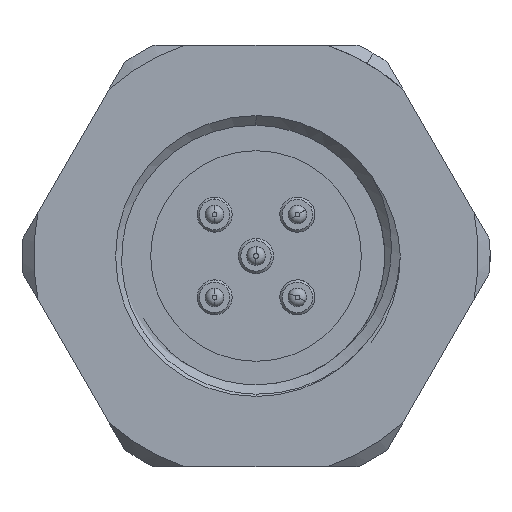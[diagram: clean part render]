
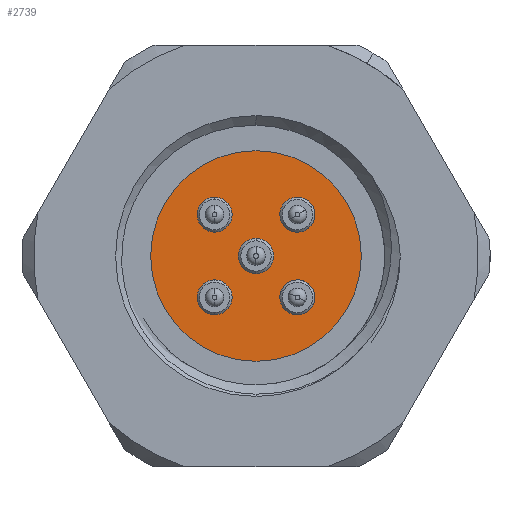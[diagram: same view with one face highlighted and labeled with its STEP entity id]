
A CAD part, left-side view. The second image highlights one B-rep face of the part: STEP entity #2739.
In plain terms, the highlighted face is planar.
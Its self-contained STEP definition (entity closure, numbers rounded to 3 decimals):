
#115 = DIRECTION ( 'NONE',  ( 1., 0., 0. ) ) ;
#134 = VERTEX_POINT ( 'NONE', #4528 ) ;
#215 = CARTESIAN_POINT ( 'NONE',  ( 9.5, 0., 4.5 ) ) ;
#217 = EDGE_CURVE ( 'NONE', #19773, #134, #6519, .T. ) ;
#229 = CIRCLE ( 'NONE', #19295, 4.5 ) ;
#1073 = DIRECTION ( 'NONE',  ( -1., 0., 0. ) ) ;
#1288 = EDGE_CURVE ( 'NONE', #11577, #10135, #10055, .T. ) ;
#1756 = DIRECTION ( 'NONE',  ( -1., 0., 0. ) ) ;
#1808 = AXIS2_PLACEMENT_3D ( 'NONE', #15805, #12263, #7398 ) ;
#1908 = ORIENTED_EDGE ( 'NONE', *, *, #217, .F. ) ;
#1975 = DIRECTION ( 'NONE',  ( 1., 0., 0. ) ) ;
#2073 = CARTESIAN_POINT ( 'NONE',  ( 9.5, 0., -0.75 ) ) ;
#2327 = AXIS2_PLACEMENT_3D ( 'NONE', #7486, #20963, #5920 ) ;
#2488 = EDGE_CURVE ( 'NONE', #11482, #12779, #12187, .T. ) ;
#2739 = ADVANCED_FACE ( 'NONE', ( #4544, #14841, #16171, #11528, #6210, #18038 ), #14499, .F. ) ;
#3087 = CARTESIAN_POINT ( 'NONE',  ( 9.5, 0., 0. ) ) ;
#3117 = DIRECTION ( 'NONE',  ( -1., 0., 0. ) ) ;
#3576 = DIRECTION ( 'NONE',  ( 0., 0., -1. ) ) ;
#3619 = CIRCLE ( 'NONE', #15967, 0.75 ) ;
#3718 = AXIS2_PLACEMENT_3D ( 'NONE', #15835, #9411, #7536 ) ;
#3971 = CIRCLE ( 'NONE', #17045, 0.75 ) ;
#4432 = DIRECTION ( 'NONE',  ( 1., 0., 0. ) ) ;
#4528 = CARTESIAN_POINT ( 'NONE',  ( 9.5, -1.768, 1.018 ) ) ;
#4539 = EDGE_LOOP ( 'NONE', ( #17584, #12720 ) ) ;
#4544 = FACE_BOUND ( 'NONE', #16475, .T. ) ;
#4820 = CARTESIAN_POINT ( 'NONE',  ( 9.5, 1.768, -2.518 ) ) ;
#5212 = DIRECTION ( 'NONE',  ( 0., 0., -1. ) ) ;
#5457 = CARTESIAN_POINT ( 'NONE',  ( 9.5, 1.768, 2.518 ) ) ;
#5482 = AXIS2_PLACEMENT_3D ( 'NONE', #19811, #3117, #21242 ) ;
#5891 = EDGE_CURVE ( 'NONE', #21807, #6317, #229, .T. ) ;
#5920 = DIRECTION ( 'NONE',  ( 0., 0., -1. ) ) ;
#6210 = FACE_BOUND ( 'NONE', #12722, .T. ) ;
#6317 = VERTEX_POINT ( 'NONE', #215 ) ;
#6464 = EDGE_CURVE ( 'NONE', #134, #19773, #9368, .T. ) ;
#6519 = CIRCLE ( 'NONE', #6534, 0.75 ) ;
#6534 = AXIS2_PLACEMENT_3D ( 'NONE', #10957, #17705, #16045 ) ;
#6592 = CARTESIAN_POINT ( 'NONE',  ( 9.5, 1.768, -1.768 ) ) ;
#6986 = DIRECTION ( 'NONE',  ( 0., 0., 1. ) ) ;
#6994 = EDGE_CURVE ( 'NONE', #21578, #12084, #20721, .T. ) ;
#7024 = DIRECTION ( 'NONE',  ( 1., 0., 0. ) ) ;
#7387 = ORIENTED_EDGE ( 'NONE', *, *, #1288, .F. ) ;
#7398 = DIRECTION ( 'NONE',  ( 0., 0., -1. ) ) ;
#7486 = CARTESIAN_POINT ( 'NONE',  ( 9.5, 0., 0. ) ) ;
#7536 = DIRECTION ( 'NONE',  ( 0., 0., -1. ) ) ;
#7586 = CARTESIAN_POINT ( 'NONE',  ( 9.5, 0., 0. ) ) ;
#7823 = CIRCLE ( 'NONE', #1808, 0.75 ) ;
#7871 = CIRCLE ( 'NONE', #12100, 4.5 ) ;
#8048 = EDGE_LOOP ( 'NONE', ( #18779, #16580 ) ) ;
#8186 = EDGE_CURVE ( 'NONE', #12084, #21578, #14311, .T. ) ;
#9037 = AXIS2_PLACEMENT_3D ( 'NONE', #21269, #17640, #9135 ) ;
#9135 = DIRECTION ( 'NONE',  ( 0., 0., -1. ) ) ;
#9234 = EDGE_LOOP ( 'NONE', ( #10647, #7387 ) ) ;
#9365 = EDGE_LOOP ( 'NONE', ( #16190, #1908 ) ) ;
#9368 = CIRCLE ( 'NONE', #3718, 0.75 ) ;
#9411 = DIRECTION ( 'NONE',  ( 1., 0., 0. ) ) ;
#9795 = EDGE_CURVE ( 'NONE', #10135, #11577, #7823, .T. ) ;
#9975 = DIRECTION ( 'NONE',  ( 0., 0., -1. ) ) ;
#10055 = CIRCLE ( 'NONE', #10414, 0.75 ) ;
#10135 = VERTEX_POINT ( 'NONE', #16332 ) ;
#10385 = CARTESIAN_POINT ( 'NONE',  ( 9.5, -1.768, -1.768 ) ) ;
#10414 = AXIS2_PLACEMENT_3D ( 'NONE', #10536, #7024, #3576 ) ;
#10475 = EDGE_CURVE ( 'NONE', #12779, #11482, #20875, .T. ) ;
#10536 = CARTESIAN_POINT ( 'NONE',  ( 9.5, 1.768, 1.768 ) ) ;
#10647 = ORIENTED_EDGE ( 'NONE', *, *, #9795, .F. ) ;
#10668 = ORIENTED_EDGE ( 'NONE', *, *, #8186, .F. ) ;
#10762 = CARTESIAN_POINT ( 'NONE',  ( 9.5, -1.768, -1.018 ) ) ;
#10957 = CARTESIAN_POINT ( 'NONE',  ( 9.5, -1.768, 1.768 ) ) ;
#11469 = CARTESIAN_POINT ( 'NONE',  ( 9.5, -1.768, -1.768 ) ) ;
#11482 = VERTEX_POINT ( 'NONE', #10762 ) ;
#11528 = FACE_BOUND ( 'NONE', #8048, .T. ) ;
#11577 = VERTEX_POINT ( 'NONE', #5457 ) ;
#12084 = VERTEX_POINT ( 'NONE', #2073 ) ;
#12100 = AXIS2_PLACEMENT_3D ( 'NONE', #3087, #1073, #12926 ) ;
#12187 = CIRCLE ( 'NONE', #12871, 0.75 ) ;
#12263 = DIRECTION ( 'NONE',  ( 1., 0., 0. ) ) ;
#12720 = ORIENTED_EDGE ( 'NONE', *, *, #5891, .F. ) ;
#12722 = EDGE_LOOP ( 'NONE', ( #16577, #16605 ) ) ;
#12779 = VERTEX_POINT ( 'NONE', #15736 ) ;
#12831 = CARTESIAN_POINT ( 'NONE',  ( 9.5, 1.768, -1.768 ) ) ;
#12871 = AXIS2_PLACEMENT_3D ( 'NONE', #10385, #1975, #13914 ) ;
#12917 = EDGE_CURVE ( 'NONE', #18310, #21810, #3971, .T. ) ;
#12926 = DIRECTION ( 'NONE',  ( 0., 0., 1. ) ) ;
#13321 = EDGE_CURVE ( 'NONE', #21810, #18310, #3619, .T. ) ;
#13826 = AXIS2_PLACEMENT_3D ( 'NONE', #11469, #16119, #21191 ) ;
#13842 = EDGE_CURVE ( 'NONE', #6317, #21807, #7871, .T. ) ;
#13914 = DIRECTION ( 'NONE',  ( 0., 0., -1. ) ) ;
#14311 = CIRCLE ( 'NONE', #9037, 0.75 ) ;
#14315 = CARTESIAN_POINT ( 'NONE',  ( 9.5, 1.768, -1.018 ) ) ;
#14423 = CARTESIAN_POINT ( 'NONE',  ( 9.5, 0., -4.5 ) ) ;
#14499 = PLANE ( 'NONE',  #5482 ) ;
#14623 = CARTESIAN_POINT ( 'NONE',  ( 9.5, -1.768, 2.518 ) ) ;
#14841 = FACE_BOUND ( 'NONE', #9234, .T. ) ;
#15339 = CARTESIAN_POINT ( 'NONE',  ( 9.5, 0., 0.75 ) ) ;
#15736 = CARTESIAN_POINT ( 'NONE',  ( 9.5, -1.768, -2.518 ) ) ;
#15805 = CARTESIAN_POINT ( 'NONE',  ( 9.5, 1.768, 1.768 ) ) ;
#15835 = CARTESIAN_POINT ( 'NONE',  ( 9.5, -1.768, 1.768 ) ) ;
#15967 = AXIS2_PLACEMENT_3D ( 'NONE', #6592, #115, #5212 ) ;
#16045 = DIRECTION ( 'NONE',  ( 0., 0., -1. ) ) ;
#16075 = ORIENTED_EDGE ( 'NONE', *, *, #6994, .F. ) ;
#16119 = DIRECTION ( 'NONE',  ( 1., 0., 0. ) ) ;
#16171 = FACE_BOUND ( 'NONE', #9365, .T. ) ;
#16190 = ORIENTED_EDGE ( 'NONE', *, *, #6464, .F. ) ;
#16332 = CARTESIAN_POINT ( 'NONE',  ( 9.5, 1.768, 1.018 ) ) ;
#16475 = EDGE_LOOP ( 'NONE', ( #10668, #16075 ) ) ;
#16577 = ORIENTED_EDGE ( 'NONE', *, *, #12917, .F. ) ;
#16580 = ORIENTED_EDGE ( 'NONE', *, *, #2488, .F. ) ;
#16605 = ORIENTED_EDGE ( 'NONE', *, *, #13321, .F. ) ;
#17045 = AXIS2_PLACEMENT_3D ( 'NONE', #12831, #4432, #9975 ) ;
#17584 = ORIENTED_EDGE ( 'NONE', *, *, #13842, .F. ) ;
#17640 = DIRECTION ( 'NONE',  ( 1., 0., 0. ) ) ;
#17705 = DIRECTION ( 'NONE',  ( 1., 0., 0. ) ) ;
#18038 = FACE_OUTER_BOUND ( 'NONE', #4539, .T. ) ;
#18310 = VERTEX_POINT ( 'NONE', #4820 ) ;
#18779 = ORIENTED_EDGE ( 'NONE', *, *, #10475, .F. ) ;
#19295 = AXIS2_PLACEMENT_3D ( 'NONE', #7586, #1756, #6986 ) ;
#19773 = VERTEX_POINT ( 'NONE', #14623 ) ;
#19811 = CARTESIAN_POINT ( 'NONE',  ( 9.5, 4.5, 0. ) ) ;
#20721 = CIRCLE ( 'NONE', #2327, 0.75 ) ;
#20875 = CIRCLE ( 'NONE', #13826, 0.75 ) ;
#20963 = DIRECTION ( 'NONE',  ( 1., 0., 0. ) ) ;
#21191 = DIRECTION ( 'NONE',  ( 0., 0., -1. ) ) ;
#21242 = DIRECTION ( 'NONE',  ( 0., 0., 1. ) ) ;
#21269 = CARTESIAN_POINT ( 'NONE',  ( 9.5, 0., 0. ) ) ;
#21578 = VERTEX_POINT ( 'NONE', #15339 ) ;
#21807 = VERTEX_POINT ( 'NONE', #14423 ) ;
#21810 = VERTEX_POINT ( 'NONE', #14315 ) ;
